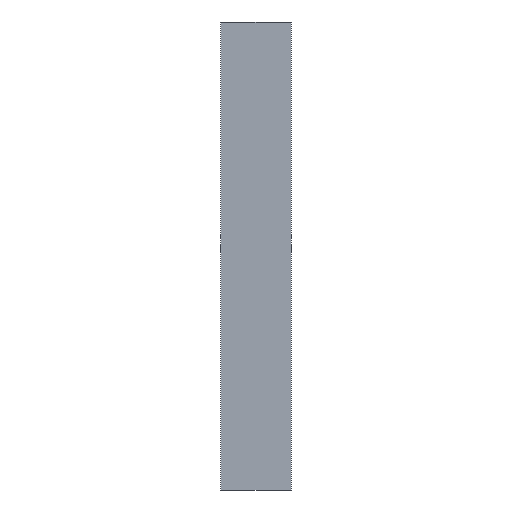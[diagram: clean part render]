
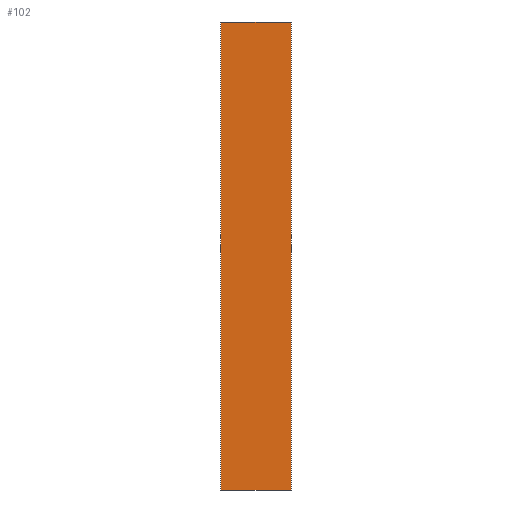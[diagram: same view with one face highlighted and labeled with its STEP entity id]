
A CAD part, front view. The second image highlights one B-rep face of the part: STEP entity #102.
In plain terms, the highlighted planar face has unit normal (0, -1, 0).
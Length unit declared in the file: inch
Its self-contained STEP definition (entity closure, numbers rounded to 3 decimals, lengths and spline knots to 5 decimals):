
#16=FACE_OUTER_BOUND('',#22,.T.);
#22=EDGE_LOOP('',(#75,#76,#77,#78));
#28=LINE('',#165,#40);
#31=LINE('',#171,#43);
#32=LINE('',#173,#44);
#33=LINE('',#174,#45);
#40=VECTOR('',#138,39.37008);
#43=VECTOR('',#143,39.37008);
#44=VECTOR('',#144,39.37008);
#45=VECTOR('',#145,39.37008);
#52=VERTEX_POINT('',#162);
#53=VERTEX_POINT('',#164);
#55=VERTEX_POINT('',#170);
#56=VERTEX_POINT('',#172);
#60=EDGE_CURVE('',#53,#52,#28,.T.);
#63=EDGE_CURVE('',#52,#55,#31,.T.);
#64=EDGE_CURVE('',#56,#55,#32,.T.);
#65=EDGE_CURVE('',#53,#56,#33,.T.);
#75=ORIENTED_EDGE('',*,*,#63,.T.);
#76=ORIENTED_EDGE('',*,*,#64,.F.);
#77=ORIENTED_EDGE('',*,*,#65,.F.);
#78=ORIENTED_EDGE('',*,*,#60,.T.);
#96=PLANE('',#128);
#102=ADVANCED_FACE('',(#16),#96,.F.);
#128=AXIS2_PLACEMENT_3D('',#169,#141,#142);
#138=DIRECTION('',(-1.,0.,0.));
#141=DIRECTION('center_axis',(0.,1.,0.));
#142=DIRECTION('ref_axis',(0.,0.,1.));
#143=DIRECTION('',(0.,0.,-1.));
#144=DIRECTION('',(-1.,0.,0.));
#145=DIRECTION('',(0.,0.,-1.));
#162=CARTESIAN_POINT('',(0.,0.,0.));
#164=CARTESIAN_POINT('',(0.09375,0.,0.));
#165=CARTESIAN_POINT('',(0.09375,0.,0.));
#169=CARTESIAN_POINT('Origin',(0.09375,0.,0.));
#170=CARTESIAN_POINT('',(0.,0.,-0.625));
#171=CARTESIAN_POINT('',(0.,0.,0.));
#172=CARTESIAN_POINT('',(0.09375,0.,-0.625));
#173=CARTESIAN_POINT('',(0.09375,0.,-0.625));
#174=CARTESIAN_POINT('',(0.09375,0.,0.));
